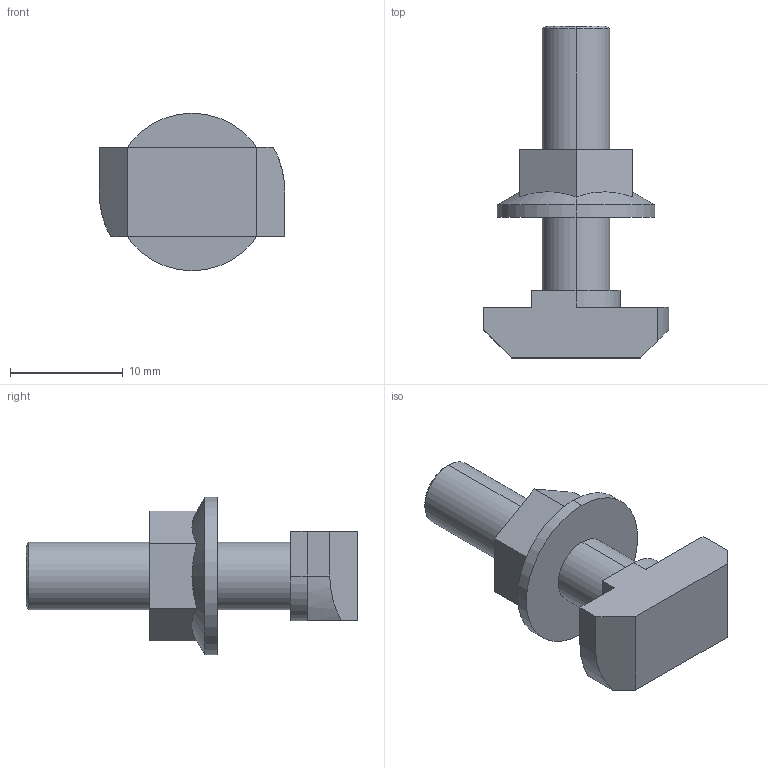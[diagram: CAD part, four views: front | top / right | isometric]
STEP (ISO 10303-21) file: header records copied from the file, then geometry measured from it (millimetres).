
FILE_DESCRIPTION (( 'STEP AP214' ), '1' );
FILE_NAME ('89DEFAU11091526225774.step', '2006-11-09T20:26:24', ( 'sysAdmin' ), ( 'SolidWorks' ), 'SwSTEP 2.0', 'SolidWorks 2007', '' );
FILE_SCHEMA (( 'AUTOMOTIVE_DESIGN' ));
Length unit declared in the file: millimetre
Products named in the file (1): 89DEFAU11091526225774
Bounding box: 16.5 x 29.5 x 14 mm (x, y, z)
Volume: 1740.9 mm3; surface area: 1269 mm2
Topology: 1 solids, 1 shells, 37 faces, 88 edges, 56 vertices
Faces by surface type: plane 21, cylinder 10, cone 6
Entity records: 1117 total; most frequent: CARTESIAN_POINT 234, DIRECTION 178, ORIENTED_EDGE 176, EDGE_CURVE 88, AXIS2_PLACEMENT_3D 60, VECTOR 58, LINE 58, VERTEX_POINT 56
